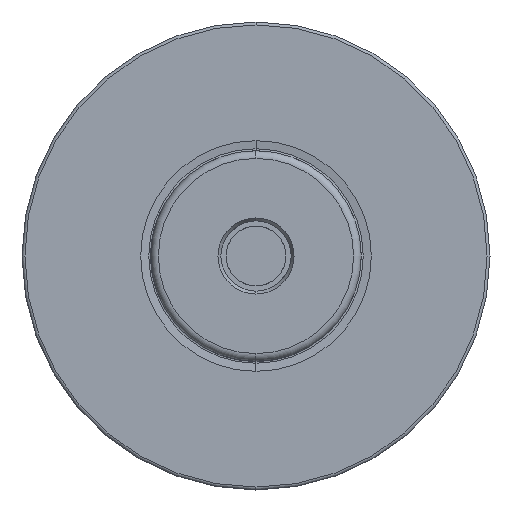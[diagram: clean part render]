
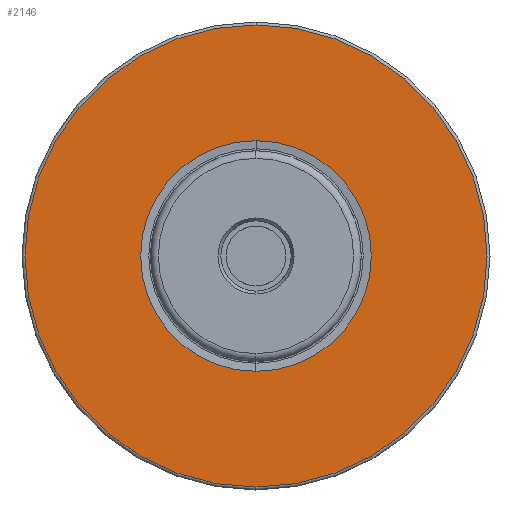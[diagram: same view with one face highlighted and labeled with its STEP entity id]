
A CAD part, left-side view. The second image highlights one B-rep face of the part: STEP entity #2146.
In plain terms, the highlighted planar face has unit normal (-1, 0, 0).
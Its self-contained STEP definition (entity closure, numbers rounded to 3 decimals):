
#38 = ORIENTED_EDGE ( 'NONE', *, *, #5534, .T. ) ;
#344 = AXIS2_PLACEMENT_3D ( 'NONE', #2476, #2960, #4767 ) ;
#481 = EDGE_CURVE ( 'NONE', #3561, #3246, #1896, .T. ) ;
#800 = CARTESIAN_POINT ( 'NONE',  ( 0., 19.715, 0. ) ) ;
#885 = DIRECTION ( 'NONE',  ( -1., 0., 0. ) ) ;
#970 = EDGE_LOOP ( 'NONE', ( #38, #3340 ) ) ;
#1243 = VERTEX_POINT ( 'NONE', #2749 ) ;
#1896 = CIRCLE ( 'NONE', #344, 19.715 ) ;
#2146 = ADVANCED_FACE ( 'NONE', ( #4920, #3173 ), #2717, .F. ) ;
#2354 = DIRECTION ( 'NONE',  ( -1., 0., 0. ) ) ;
#2476 = CARTESIAN_POINT ( 'NONE',  ( 0., 0., 0. ) ) ;
#2602 = AXIS2_PLACEMENT_3D ( 'NONE', #4264, #2354, #5616 ) ;
#2656 = DIRECTION ( 'NONE',  ( 0., 0., -1. ) ) ;
#2669 = CARTESIAN_POINT ( 'NONE',  ( 0., 0., -19.715 ) ) ;
#2717 = PLANE ( 'NONE',  #4397 ) ;
#2749 = CARTESIAN_POINT ( 'NONE',  ( 0., 0., 39.5 ) ) ;
#2832 = CARTESIAN_POINT ( 'NONE',  ( 0., 0., 19.715 ) ) ;
#2960 = DIRECTION ( 'NONE',  ( -1., 0., 0. ) ) ;
#2998 = EDGE_CURVE ( 'NONE', #3246, #3561, #3846, .T. ) ;
#3173 = FACE_OUTER_BOUND ( 'NONE', #970, .T. ) ;
#3246 = VERTEX_POINT ( 'NONE', #2669 ) ;
#3280 = ORIENTED_EDGE ( 'NONE', *, *, #2998, .F. ) ;
#3292 = EDGE_CURVE ( 'NONE', #4285, #1243, #5661, .T. ) ;
#3340 = ORIENTED_EDGE ( 'NONE', *, *, #3292, .T. ) ;
#3427 = EDGE_LOOP ( 'NONE', ( #3780, #3280 ) ) ;
#3561 = VERTEX_POINT ( 'NONE', #2832 ) ;
#3780 = ORIENTED_EDGE ( 'NONE', *, *, #481, .F. ) ;
#3846 = CIRCLE ( 'NONE', #2602, 19.715 ) ;
#3850 = AXIS2_PLACEMENT_3D ( 'NONE', #5005, #885, #4582 ) ;
#3873 = AXIS2_PLACEMENT_3D ( 'NONE', #4107, #4914, #4972 ) ;
#4107 = CARTESIAN_POINT ( 'NONE',  ( 0., 0., 0. ) ) ;
#4264 = CARTESIAN_POINT ( 'NONE',  ( 0., 0., 0. ) ) ;
#4285 = VERTEX_POINT ( 'NONE', #4693 ) ;
#4397 = AXIS2_PLACEMENT_3D ( 'NONE', #800, #4539, #2656 ) ;
#4539 = DIRECTION ( 'NONE',  ( 1., 0., 0. ) ) ;
#4582 = DIRECTION ( 'NONE',  ( 0., 0., 1. ) ) ;
#4693 = CARTESIAN_POINT ( 'NONE',  ( 0., 0., -39.5 ) ) ;
#4767 = DIRECTION ( 'NONE',  ( 0., 0., 1. ) ) ;
#4914 = DIRECTION ( 'NONE',  ( -1., 0., 0. ) ) ;
#4920 = FACE_BOUND ( 'NONE', #3427, .T. ) ;
#4972 = DIRECTION ( 'NONE',  ( 0., 0., 1. ) ) ;
#5005 = CARTESIAN_POINT ( 'NONE',  ( 0., 0., 0. ) ) ;
#5198 = CIRCLE ( 'NONE', #3873, 39.5 ) ;
#5534 = EDGE_CURVE ( 'NONE', #1243, #4285, #5198, .T. ) ;
#5616 = DIRECTION ( 'NONE',  ( 0., 0., 1. ) ) ;
#5661 = CIRCLE ( 'NONE', #3850, 39.5 ) ;
